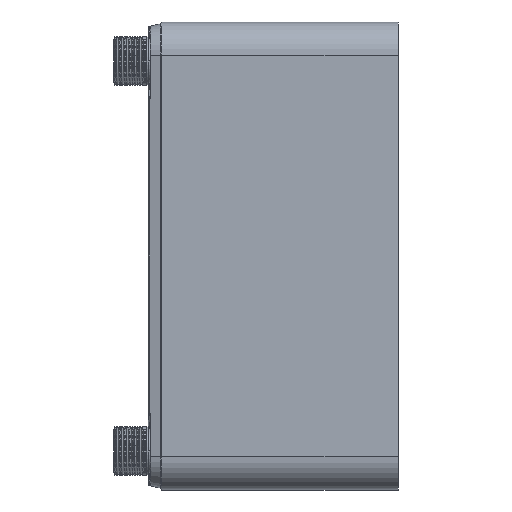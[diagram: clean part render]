
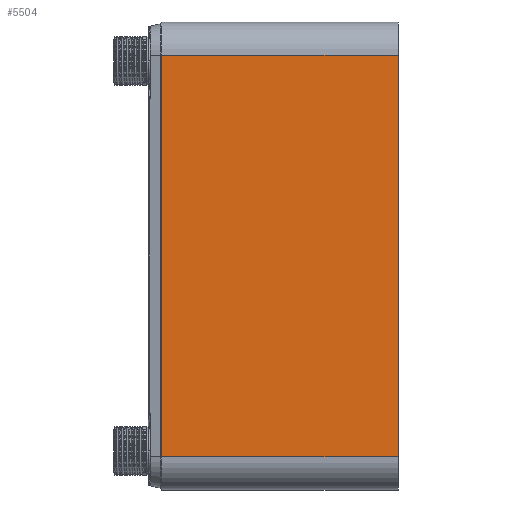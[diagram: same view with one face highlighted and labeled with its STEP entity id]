
A CAD part, left-side view. The second image highlights one B-rep face of the part: STEP entity #5504.
In plain terms, the highlighted planar face has unit normal (-1, 0, 0).
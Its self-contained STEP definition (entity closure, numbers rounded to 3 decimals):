
#1424=DIRECTION('',(0.,0.,1.));
#1425=VECTOR('',#1424,278.);
#1426=CARTESIAN_POINT('',(-47.,164.,-139.));
#1427=LINE('',#1426,#1425);
#1428=DIRECTION('',(0.,1.,0.));
#1429=VECTOR('',#1428,164.);
#1430=CARTESIAN_POINT('',(-47.,0.,-139.));
#1431=LINE('',#1430,#1429);
#1437=DIRECTION('',(0.,1.,0.));
#1438=VECTOR('',#1437,164.);
#1439=CARTESIAN_POINT('',(-47.,0.,139.));
#1440=LINE('',#1439,#1438);
#1488=DIRECTION('',(0.,0.,1.));
#1489=VECTOR('',#1488,278.);
#1490=CARTESIAN_POINT('',(-47.,0.,-139.));
#1491=LINE('',#1490,#1489);
#2548=CARTESIAN_POINT('',(-47.,0.,-139.));
#2550=VERTEX_POINT('',#2548);
#2551=CARTESIAN_POINT('',(-47.,0.,139.));
#2552=VERTEX_POINT('',#2551);
#2676=CARTESIAN_POINT('',(-47.,164.,-139.));
#2678=VERTEX_POINT('',#2676);
#2679=CARTESIAN_POINT('',(-47.,164.,139.));
#2680=VERTEX_POINT('',#2679);
#5491=CARTESIAN_POINT('',(-47.,0.,-139.));
#5492=DIRECTION('',(-1.,0.,0.));
#5493=DIRECTION('',(0.,0.,1.));
#5494=AXIS2_PLACEMENT_3D('',#5491,#5492,#5493);
#5495=PLANE('',#5494);
#5496=ORIENTED_EDGE('',*,*,#4716,.T.);
#5498=ORIENTED_EDGE('',*,*,#5497,.F.);
#5500=ORIENTED_EDGE('',*,*,#5499,.F.);
#5501=ORIENTED_EDGE('',*,*,#5482,.T.);
#5502=EDGE_LOOP('',(#5496,#5498,#5500,#5501));
#5503=FACE_OUTER_BOUND('',#5502,.F.);
#5504=ADVANCED_FACE('',(#5503),#5495,.T.);
#4716=EDGE_CURVE('',#2678,#2680,#1427,.T.);
#5482=EDGE_CURVE('',#2550,#2678,#1431,.T.);
#5497=EDGE_CURVE('',#2552,#2680,#1440,.T.);
#5499=EDGE_CURVE('',#2550,#2552,#1491,.T.);
